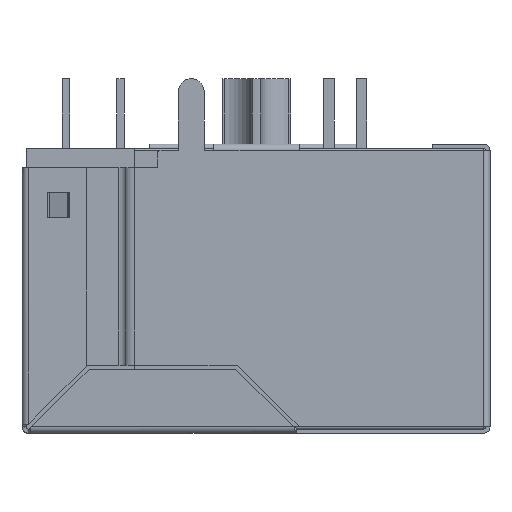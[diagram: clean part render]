
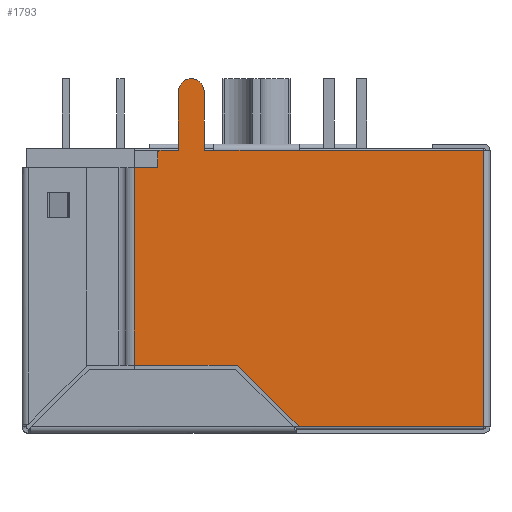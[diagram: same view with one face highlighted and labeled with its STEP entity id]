
A CAD part, left-side view. The second image highlights one B-rep face of the part: STEP entity #1793.
In plain terms, the highlighted planar face has unit normal (-1, 0, 0).
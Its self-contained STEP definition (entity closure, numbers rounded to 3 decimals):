
#1793 = ADVANCED_FACE( '', ( #3701 ), #3702, .T. );
#3701 = FACE_OUTER_BOUND( '', #5887, .T. );
#3702 = PLANE( '', #5888 );
#5887 = EDGE_LOOP( '', ( #11274, #11275, #11276, #11277, #11278, #11279, #11280, #11281, #11282, #11283, #11284, #11285, #11286, #11287, #11288 ) );
#5888 = AXIS2_PLACEMENT_3D( '', #11289, #11290, #11291 );
#11274 = ORIENTED_EDGE( '', *, *, #12831, .T. );
#11275 = ORIENTED_EDGE( '', *, *, #14567, .T. );
#11276 = ORIENTED_EDGE( '', *, *, #14568, .T. );
#11277 = ORIENTED_EDGE( '', *, *, #14569, .T. );
#11278 = ORIENTED_EDGE( '', *, *, #12586, .T. );
#11279 = ORIENTED_EDGE( '', *, *, #13298, .T. );
#11280 = ORIENTED_EDGE( '', *, *, #14441, .T. );
#11281 = ORIENTED_EDGE( '', *, *, #14178, .T. );
#11282 = ORIENTED_EDGE( '', *, *, #12645, .T. );
#11283 = ORIENTED_EDGE( '', *, *, #13485, .T. );
#11284 = ORIENTED_EDGE( '', *, *, #14188, .T. );
#11285 = ORIENTED_EDGE( '', *, *, #12498, .T. );
#11286 = ORIENTED_EDGE( '', *, *, #12532, .T. );
#11287 = ORIENTED_EDGE( '', *, *, #14570, .T. );
#11288 = ORIENTED_EDGE( '', *, *, #14571, .T. );
#11289 = CARTESIAN_POINT( '', ( -7.94, -10.72, -6.45 ) );
#11290 = DIRECTION( '', ( -1., 0., 0. ) );
#11291 = DIRECTION( '', ( 0., -1., 0. ) );
#12498 = EDGE_CURVE( '', #14926, #14927, #14928, .T. );
#12532 = EDGE_CURVE( '', #14927, #14985, #14986, .T. );
#12586 = EDGE_CURVE( '', #15076, #15080, #15082, .T. );
#12645 = EDGE_CURVE( '', #15188, #15185, #15189, .T. );
#12831 = EDGE_CURVE( '', #15517, #15515, #15518, .T. );
#13298 = EDGE_CURVE( '', #15080, #16311, #16313, .T. );
#13485 = EDGE_CURVE( '', #15185, #15485, #16588, .T. );
#14178 = EDGE_CURVE( '', #17542, #15188, #17543, .T. );
#14188 = EDGE_CURVE( '', #15485, #14926, #17555, .T. );
#14441 = EDGE_CURVE( '', #16311, #17542, #17857, .T. );
#14567 = EDGE_CURVE( '', #15515, #17991, #17992, .T. );
#14568 = EDGE_CURVE( '', #17991, #17993, #17994, .T. );
#14569 = EDGE_CURVE( '', #17993, #15076, #17995, .T. );
#14570 = EDGE_CURVE( '', #14985, #17996, #17997, .T. );
#14571 = EDGE_CURVE( '', #17996, #15517, #17998, .T. );
#14926 = VERTEX_POINT( '', #18430 );
#14927 = VERTEX_POINT( '', #18431 );
#14928 = LINE( '', #18432, #18433 );
#14985 = VERTEX_POINT( '', #18512 );
#14986 = LINE( '', #18513, #18514 );
#15076 = VERTEX_POINT( '', #18654 );
#15080 = VERTEX_POINT( '', #18659 );
#15082 = LINE( '', #18661, #18662 );
#15185 = VERTEX_POINT( '', #18809 );
#15188 = VERTEX_POINT( '', #18812 );
#15189 = LINE( '', #18813, #18814 );
#15485 = VERTEX_POINT( '', #19312 );
#15515 = VERTEX_POINT( '', #19369 );
#15517 = VERTEX_POINT( '', #19372 );
#15518 = LINE( '', #19373, #19374 );
#16311 = VERTEX_POINT( '', #20665 );
#16313 = LINE( '', #20668, #20669 );
#16588 = LINE( '', #21078, #21079 );
#17542 = VERTEX_POINT( '', #22597 );
#17543 = LINE( '', #22598, #22599 );
#17555 = LINE( '', #22615, #22616 );
#17857 = LINE( '', #23112, #23113 );
#17991 = VERTEX_POINT( '', #23301 );
#17992 = CIRCLE( '', #23302, 0.1 );
#17993 = VERTEX_POINT( '', #23303 );
#17994 = LINE( '', #23304, #23305 );
#17995 = LINE( '', #23306, #23307 );
#17996 = VERTEX_POINT( '', #23308 );
#17997 = CIRCLE( '', #23309, 0.6 );
#17998 = LINE( '', #23310, #23311 );
#18430 = CARTESIAN_POINT( '', ( -7.94, 2., 6.45 ) );
#18431 = CARTESIAN_POINT( '', ( -7.94, 2.45, 6.45 ) );
#18432 = CARTESIAN_POINT( '', ( -7.94, -10.72, 6.45 ) );
#18433 = VECTOR( '', #23650, 1000. );
#18512 = CARTESIAN_POINT( '', ( -7.94, 2.45, 9.2 ) );
#18513 = CARTESIAN_POINT( '', ( -7.94, 2.45, 6.45 ) );
#18514 = VECTOR( '', #23683, 1000. );
#18654 = CARTESIAN_POINT( '', ( -7.94, 5.71, 5.65 ) );
#18659 = CARTESIAN_POINT( '', ( -7.94, 5.71, -3.566 ) );
#18661 = CARTESIAN_POINT( '', ( -7.94, 5.71, 5.65 ) );
#18662 = VECTOR( '', #23742, 1000. );
#18809 = CARTESIAN_POINT( '', ( -7.94, -10.59, 6.45 ) );
#18812 = CARTESIAN_POINT( '', ( -7.94, -10.59, -6.45 ) );
#18813 = CARTESIAN_POINT( '', ( -7.94, -10.59, -6.45 ) );
#18814 = VECTOR( '', #23812, 1000. );
#19312 = CARTESIAN_POINT( '', ( -7.94, -2., 6.45 ) );
#19369 = CARTESIAN_POINT( '', ( -7.94, 4.51, 6.45 ) );
#19372 = CARTESIAN_POINT( '', ( -7.94, 3.65, 6.45 ) );
#19373 = CARTESIAN_POINT( '', ( -7.94, -10.72, 6.45 ) );
#19374 = VECTOR( '', #23993, 1000. );
#20665 = CARTESIAN_POINT( '', ( -7.94, 0.904, -3.566 ) );
#20668 = CARTESIAN_POINT( '', ( -7.94, 5.71, -3.566 ) );
#20669 = VECTOR( '', #24445, 1000. );
#21078 = CARTESIAN_POINT( '', ( -7.94, -10.72, 6.45 ) );
#21079 = VECTOR( '', #24664, 1000. );
#22597 = CARTESIAN_POINT( '', ( -7.94, -1.98, -6.45 ) );
#22598 = CARTESIAN_POINT( '', ( -7.94, -1.98, -6.45 ) );
#22599 = VECTOR( '', #25275, 1000. );
#22615 = CARTESIAN_POINT( '', ( -7.94, -2., 6.45 ) );
#22616 = VECTOR( '', #25283, 1000. );
#23112 = CARTESIAN_POINT( '', ( -7.94, 0.904, -3.566 ) );
#23113 = VECTOR( '', #25492, 1000. );
#23301 = CARTESIAN_POINT( '', ( -7.94, 4.61, 6.35 ) );
#23302 = AXIS2_PLACEMENT_3D( '', #25563, #25564, #25565 );
#23303 = CARTESIAN_POINT( '', ( -7.94, 4.61, 5.65 ) );
#23304 = CARTESIAN_POINT( '', ( -7.94, 4.61, 6.45 ) );
#23305 = VECTOR( '', #25566, 1000. );
#23306 = CARTESIAN_POINT( '', ( -7.94, 4.61, 5.65 ) );
#23307 = VECTOR( '', #25567, 1000. );
#23308 = CARTESIAN_POINT( '', ( -7.94, 3.65, 9.2 ) );
#23309 = AXIS2_PLACEMENT_3D( '', #25568, #25569, #25570 );
#23310 = CARTESIAN_POINT( '', ( -7.94, 3.65, 9.2 ) );
#23311 = VECTOR( '', #25571, 1000. );
#23650 = DIRECTION( '', ( 0., 1., 0. ) );
#23683 = DIRECTION( '', ( 0., 0., 1. ) );
#23742 = DIRECTION( '', ( 0., 0., -1. ) );
#23812 = DIRECTION( '', ( 0., 0., 1. ) );
#23993 = DIRECTION( '', ( 0., 1., 0. ) );
#24445 = DIRECTION( '', ( 0., -1., 0. ) );
#24664 = DIRECTION( '', ( 0., 1., 0. ) );
#25275 = DIRECTION( '', ( 0., -1., 0. ) );
#25283 = DIRECTION( '', ( 0., 1., 0. ) );
#25492 = DIRECTION( '', ( 0., -0.707, -0.707 ) );
#25563 = CARTESIAN_POINT( '', ( -7.94, 4.51, 6.35 ) );
#25564 = DIRECTION( '', ( -1., 0., 0. ) );
#25565 = DIRECTION( '', ( 0., -1., 0. ) );
#25566 = DIRECTION( '', ( 0., 0., -1. ) );
#25567 = DIRECTION( '', ( 0., 1., 0. ) );
#25568 = CARTESIAN_POINT( '', ( -7.94, 3.05, 9.2 ) );
#25569 = DIRECTION( '', ( -1., 0., 0. ) );
#25570 = DIRECTION( '', ( 0., -1., 0. ) );
#25571 = DIRECTION( '', ( 0., 0., -1. ) );
